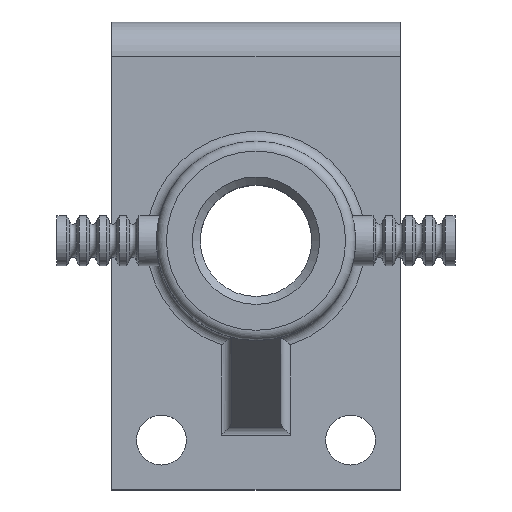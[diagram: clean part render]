
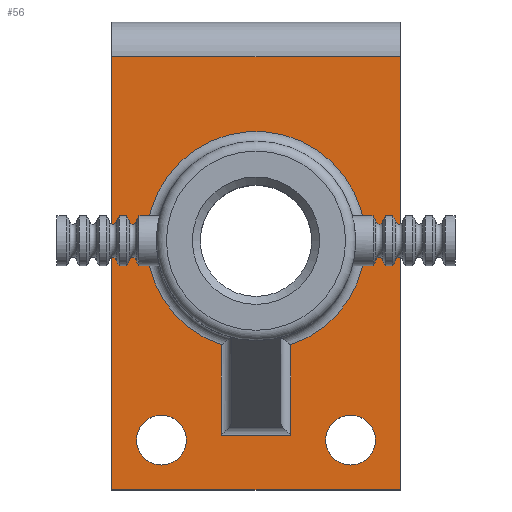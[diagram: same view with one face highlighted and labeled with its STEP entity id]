
A CAD part, top view. The second image highlights one B-rep face of the part: STEP entity #56.
In plain terms, the highlighted planar face has unit normal (0, 0, 1).
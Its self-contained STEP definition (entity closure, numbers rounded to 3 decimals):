
#56=ADVANCED_FACE('',(#153,#155,#157,#159),#161,.T.);
#153=FACE_BOUND('',#154,.T.);
#154=EDGE_LOOP('',(#1257,#1258,#1259,#1260));
#155=FACE_BOUND('',#156,.T.);
#156=EDGE_LOOP('',(#1261));
#157=FACE_BOUND('',#158,.T.);
#158=EDGE_LOOP('',(#1262));
#159=FACE_BOUND('',#160,.T.);
#160=EDGE_LOOP('',(#1263,#1264,#1265,#1266));
#161=PLANE('',#162);
#162=AXIS2_PLACEMENT_3D('',#163,#164,#165);
#163=CARTESIAN_POINT('',(0.,0.,7.));
#164=DIRECTION('',(0.,0.,1.));
#165=DIRECTION('',(1.,0.,0.));
#1257=ORIENTED_EDGE('',*,*,#1485,.T.);
#1258=ORIENTED_EDGE('',*,*,#1486,.T.);
#1259=ORIENTED_EDGE('',*,*,#1487,.T.);
#1260=ORIENTED_EDGE('',*,*,#1488,.T.);
#1261=ORIENTED_EDGE('',*,*,#1489,.T.);
#1262=ORIENTED_EDGE('',*,*,#1490,.T.);
#1263=ORIENTED_EDGE('',*,*,#1491,.F.);
#1264=ORIENTED_EDGE('',*,*,#1492,.F.);
#1265=ORIENTED_EDGE('',*,*,#1493,.F.);
#1266=ORIENTED_EDGE('',*,*,#1494,.F.);
#1485=EDGE_CURVE('',#1599,#1600,#1601,.T.);
#1486=EDGE_CURVE('',#1600,#1602,#1603,.T.);
#1487=EDGE_CURVE('',#1602,#1604,#1605,.T.);
#1488=EDGE_CURVE('',#1604,#1599,#1606,.T.);
#1489=EDGE_CURVE('',#1607,#1607,#1608,.F.);
#1490=EDGE_CURVE('',#1609,#1609,#1610,.F.);
#1491=EDGE_CURVE('',#1611,#1612,#1613,.T.);
#1492=EDGE_CURVE('',#1614,#1611,#1615,.T.);
#1493=EDGE_CURVE('',#1616,#1614,#1617,.T.);
#1494=EDGE_CURVE('',#1612,#1616,#1618,.T.);
#1599=VERTEX_POINT('',#1812);
#1600=VERTEX_POINT('',#1813);
#1601=LINE('',#1814,#1815);
#1602=VERTEX_POINT('',#1817);
#1603=LINE('',#1818,#1819);
#1604=VERTEX_POINT('',#1821);
#1605=LINE('',#1822,#1823);
#1606=LINE('',#1825,#1826);
#1607=VERTEX_POINT('',#1828);
#1608=CIRCLE('',#1829,5.);
#1609=VERTEX_POINT('',#1833);
#1610=CIRCLE('',#1834,5.);
#1611=VERTEX_POINT('',#1838);
#1612=VERTEX_POINT('',#1839);
#1613=LINE('',#1840,#1841);
#1614=VERTEX_POINT('',#1843);
#1615=LINE('',#1844,#1845);
#1616=VERTEX_POINT('',#1847);
#1617=CIRCLE('',#1848,22.);
#1618=LINE('',#1852,#1853);
#1812=CARTESIAN_POINT('',(29.,40.,7.));
#1813=CARTESIAN_POINT('',(-29.,40.,7.));
#1814=CARTESIAN_POINT('',(29.,40.,7.));
#1815=VECTOR('',#1816,1.);
#1816=DIRECTION('',(-1.,0.,0.));
#1817=CARTESIAN_POINT('',(-29.,-47.,7.));
#1818=CARTESIAN_POINT('',(-29.,40.,7.));
#1819=VECTOR('',#1820,1.);
#1820=DIRECTION('',(0.,-1.,0.));
#1821=CARTESIAN_POINT('',(29.,-47.,7.));
#1822=CARTESIAN_POINT('',(-29.,-47.,7.));
#1823=VECTOR('',#1824,1.);
#1824=DIRECTION('',(1.,0.,0.));
#1825=CARTESIAN_POINT('',(29.,-47.,7.));
#1826=VECTOR('',#1827,1.);
#1827=DIRECTION('',(0.,1.,0.));
#1828=CARTESIAN_POINT('',(-14.,-37.,7.));
#1829=AXIS2_PLACEMENT_3D('',#1830,#1831,#1832);
#1830=CARTESIAN_POINT('',(-19.,-37.,7.));
#1831=DIRECTION('',(0.,0.,1.));
#1832=DIRECTION('',(1.,0.,0.));
#1833=CARTESIAN_POINT('',(24.,-37.,7.));
#1834=AXIS2_PLACEMENT_3D('',#1835,#1836,#1837);
#1835=CARTESIAN_POINT('',(19.,-37.,7.));
#1836=DIRECTION('',(0.,0.,1.));
#1837=DIRECTION('',(1.,0.,0.));
#1838=CARTESIAN_POINT('',(-7.,-36.024,7.));
#1839=CARTESIAN_POINT('',(7.,-36.024,7.));
#1840=CARTESIAN_POINT('',(-7.,-36.024,7.));
#1841=VECTOR('',#1842,1.);
#1842=DIRECTION('',(1.,0.,0.));
#1843=CARTESIAN_POINT('',(-7.,-17.857,7.));
#1844=CARTESIAN_POINT('',(-7.,-17.857,7.));
#1845=VECTOR('',#1846,1.);
#1846=DIRECTION('',(0.,-1.,0.));
#1847=CARTESIAN_POINT('',(7.,-17.857,7.));
#1848=AXIS2_PLACEMENT_3D('',#1849,#1850,#1851);
#1849=CARTESIAN_POINT('',(0.,3.,7.));
#1850=DIRECTION('',(0.,0.,1.));
#1851=DIRECTION('',(0.318,-0.948,0.));
#1852=CARTESIAN_POINT('',(7.,-36.024,7.));
#1853=VECTOR('',#1854,1.);
#1854=DIRECTION('',(0.,1.,0.));
